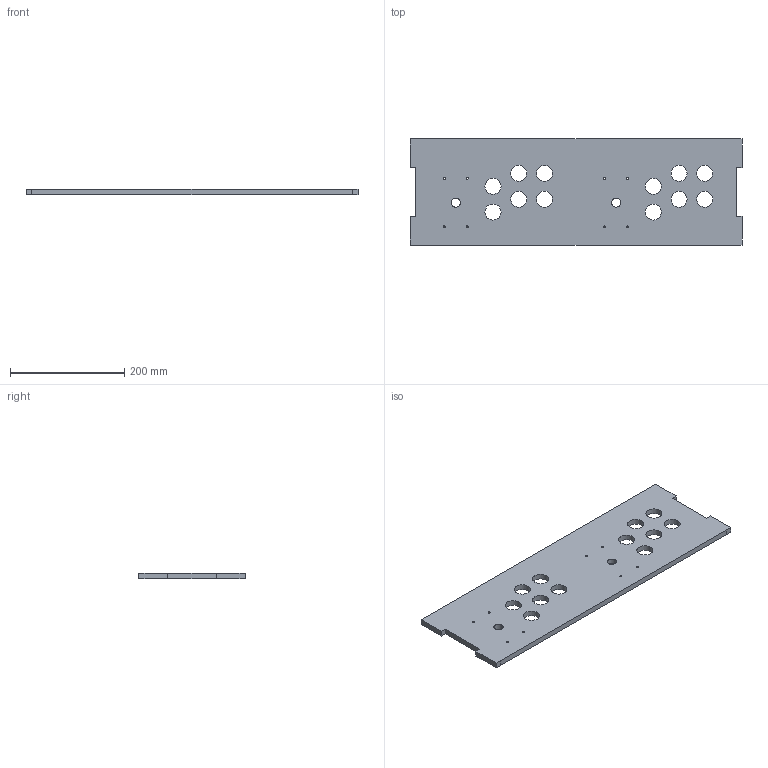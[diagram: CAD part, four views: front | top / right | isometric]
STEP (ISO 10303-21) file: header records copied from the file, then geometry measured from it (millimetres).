
FILE_DESCRIPTION(('FreeCAD Model'),'2;1');
FILE_NAME('controles.step', '2016-10-24T16:33:51',('Author'),(''), 'Open CASCADE STEP processor 6.8','FreeCAD','Unknown');
FILE_SCHEMA(('AUTOMOTIVE_DESIGN_CC2 { 1 2 10303 214 -1 1 5 4 }'));
Length unit declared in the file: millimetre
Products named in the file (2): ASSEMBLY; Pocket
Assembly tree (1 placements, depth 2):
  ASSEMBLY
    Pocket
Bounding box: 580 x 185.6 x 10 mm (x, y, z)
Volume: 980634.2 mm3; surface area: 224304.7 mm2
Topology: 1 solids, 1 shells, 40 faces, 114 edges, 76 vertices
Faces by surface type: cylinder 22, plane 18
Full cylindrical faces by diameter (mm): 3.6 x8, 16 x2, 28 x12
Entity records: 3063 total; most frequent: CARTESIAN_POINT 724, DIRECTION 426, LINE 254, VECTOR 254, ORIENTED_EDGE 228, PCURVE 228, DEFINITIONAL_REPRESENTATION 228, EDGE_CURVE 114
